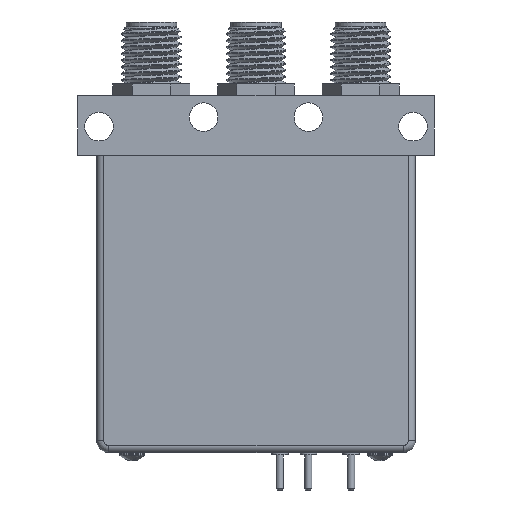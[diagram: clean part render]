
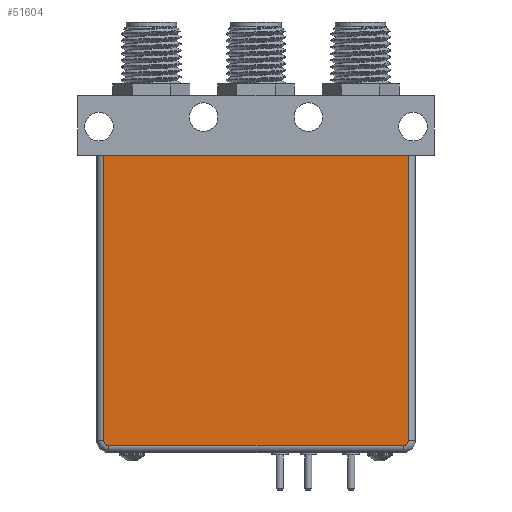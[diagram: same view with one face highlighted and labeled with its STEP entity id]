
A CAD part, front view. The second image highlights one B-rep face of the part: STEP entity #51604.
In plain terms, the highlighted planar face has unit normal (0, -1, 0).
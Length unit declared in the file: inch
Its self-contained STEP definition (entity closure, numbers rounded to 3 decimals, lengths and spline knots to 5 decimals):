
#702 = CARTESIAN_POINT ( 'NONE',  ( 0.62, -0.253, -0.72 ) ) ;
#2401 = VERTEX_POINT ( 'NONE', #4372 ) ;
#3008 = LINE ( 'NONE', #702, #28494 ) ;
#4372 = CARTESIAN_POINT ( 'NONE',  ( -0.62, -0.253, -0.72 ) ) ;
#4491 = EDGE_CURVE ( 'NONE', #18012, #47032, #58451, .T. ) ;
#5319 = AXIS2_PLACEMENT_3D ( 'NONE', #39214, #16370, #43877 ) ;
#6362 = CARTESIAN_POINT ( 'NONE',  ( 0.64, -0.253, 0.5 ) ) ;
#8321 = AXIS2_PLACEMENT_3D ( 'NONE', #21404, #53951, #11811 ) ;
#8905 = ORIENTED_EDGE ( 'NONE', *, *, #26672, .T. ) ;
#10446 = LINE ( 'NONE', #54222, #14395 ) ;
#10839 = EDGE_CURVE ( 'NONE', #30537, #2401, #39207, .T. ) ;
#11529 = VERTEX_POINT ( 'NONE', #6362 ) ;
#11811 = DIRECTION ( 'NONE',  ( 0., 0., -1. ) ) ;
#12073 = LINE ( 'NONE', #25590, #36865 ) ;
#12482 = DIRECTION ( 'NONE',  ( -1., 0., 0. ) ) ;
#12729 = EDGE_CURVE ( 'NONE', #54298, #30537, #12073, .T. ) ;
#14395 = VECTOR ( 'NONE', #12482, 39.37008 ) ;
#14430 = ORIENTED_EDGE ( 'NONE', *, *, #4491, .T. ) ;
#15454 = CARTESIAN_POINT ( 'NONE',  ( 0.62, -0.253, -0.7 ) ) ;
#16370 = DIRECTION ( 'NONE',  ( 0., -1., 0. ) ) ;
#18012 = VERTEX_POINT ( 'NONE', #20885 ) ;
#19548 = DIRECTION ( 'NONE',  ( 0., 0., 1. ) ) ;
#19865 = EDGE_LOOP ( 'NONE', ( #57084, #35193, #57202, #44277, #14430, #8905 ) ) ;
#20377 = DIRECTION ( 'NONE',  ( 0., -1., 0. ) ) ;
#20885 = CARTESIAN_POINT ( 'NONE',  ( 0.62, -0.253, -0.72 ) ) ;
#21404 = CARTESIAN_POINT ( 'NONE',  ( -0.62, -0.253, -0.7 ) ) ;
#22568 = EDGE_CURVE ( 'NONE', #11529, #54298, #10446, .T. ) ;
#22629 = LINE ( 'NONE', #42798, #25527 ) ;
#24343 = PLANE ( 'NONE',  #5319 ) ;
#25527 = VECTOR ( 'NONE', #19548, 39.37008 ) ;
#25590 = CARTESIAN_POINT ( 'NONE',  ( -0.64, -0.253, -0.7 ) ) ;
#26672 = EDGE_CURVE ( 'NONE', #47032, #11529, #22629, .T. ) ;
#28494 = VECTOR ( 'NONE', #33651, 39.37008 ) ;
#30537 = VERTEX_POINT ( 'NONE', #45952 ) ;
#33651 = DIRECTION ( 'NONE',  ( 1., 0., 0. ) ) ;
#33895 = AXIS2_PLACEMENT_3D ( 'NONE', #15454, #20377, #43384 ) ;
#35193 = ORIENTED_EDGE ( 'NONE', *, *, #12729, .T. ) ;
#35581 = DIRECTION ( 'NONE',  ( 0., 0., -1. ) ) ;
#36020 = CARTESIAN_POINT ( 'NONE',  ( -0.64, -0.253, 0.5 ) ) ;
#36865 = VECTOR ( 'NONE', #35581, 39.37008 ) ;
#37541 = EDGE_CURVE ( 'NONE', #2401, #18012, #3008, .T. ) ;
#39207 = CIRCLE ( 'NONE', #8321, 0.02 ) ;
#39214 = CARTESIAN_POINT ( 'NONE',  ( 0., -0.253, 0. ) ) ;
#42798 = CARTESIAN_POINT ( 'NONE',  ( 0.64, -0.253, 0.5 ) ) ;
#43384 = DIRECTION ( 'NONE',  ( 0., 0., -1. ) ) ;
#43877 = DIRECTION ( 'NONE',  ( 0., 0., -1. ) ) ;
#44277 = ORIENTED_EDGE ( 'NONE', *, *, #37541, .T. ) ;
#45952 = CARTESIAN_POINT ( 'NONE',  ( -0.64, -0.253, -0.7 ) ) ;
#47032 = VERTEX_POINT ( 'NONE', #58823 ) ;
#48172 = FACE_OUTER_BOUND ( 'NONE', #19865, .T. ) ;
#51604 = ADVANCED_FACE ( 'NONE', ( #48172 ), #24343, .T. ) ;
#53951 = DIRECTION ( 'NONE',  ( 0., -1., 0. ) ) ;
#54222 = CARTESIAN_POINT ( 'NONE',  ( 0., -0.253, 0.5 ) ) ;
#54298 = VERTEX_POINT ( 'NONE', #36020 ) ;
#57084 = ORIENTED_EDGE ( 'NONE', *, *, #22568, .T. ) ;
#57202 = ORIENTED_EDGE ( 'NONE', *, *, #10839, .T. ) ;
#58451 = CIRCLE ( 'NONE', #33895, 0.02 ) ;
#58823 = CARTESIAN_POINT ( 'NONE',  ( 0.64, -0.253, -0.7 ) ) ;
